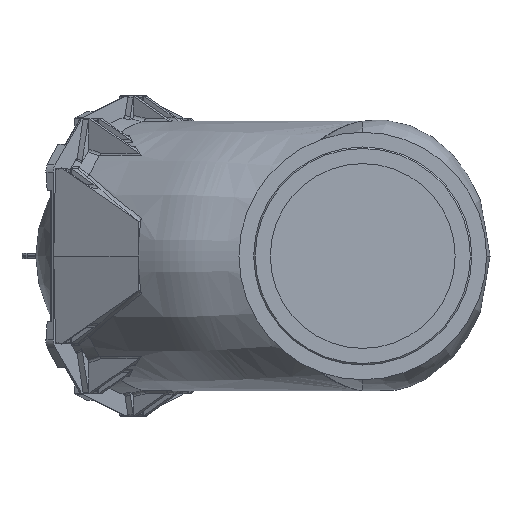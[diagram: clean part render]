
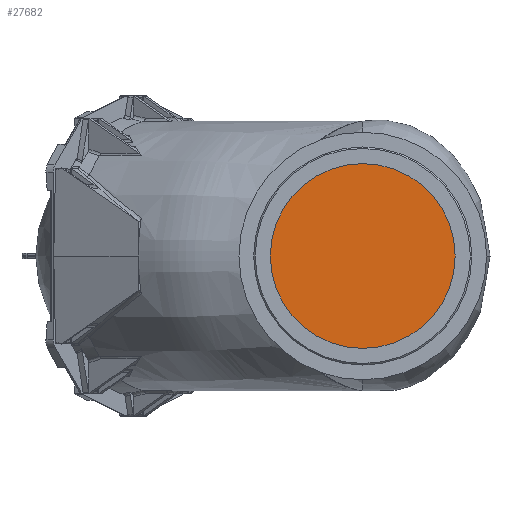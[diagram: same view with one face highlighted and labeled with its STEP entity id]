
A CAD part, left-side view. The second image highlights one B-rep face of the part: STEP entity #27682.
In plain terms, the highlighted planar face has unit normal (-1, 0, 0).
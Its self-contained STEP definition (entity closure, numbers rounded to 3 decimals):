
#1300 = CIRCLE ( 'NONE', #5591, 250. ) ;
#1976 = AXIS2_PLACEMENT_3D ( 'NONE', #27968, #27972, #27973 ) ;
#1982 = EDGE_CURVE ( 'NONE', #29371, #29371, #1300, .T. ) ;
#4203 = EDGE_LOOP ( 'NONE', ( #4299 ) ) ;
#4299 = ORIENTED_EDGE ( 'NONE', *, *, #1982, .T. ) ;
#5591 = AXIS2_PLACEMENT_3D ( 'NONE', #7070, #7071, #7072 ) ;
#7070 = CARTESIAN_POINT ( 'NONE',  ( -306., 0., 0. ) ) ;
#7071 = DIRECTION ( 'NONE',  ( -1., 0., 0. ) ) ;
#7072 = DIRECTION ( 'NONE',  ( 0., 0., 1. ) ) ;
#9386 = FACE_OUTER_BOUND ( 'NONE', #4203, .T. ) ;
#27682 = ADVANCED_FACE ( 'NONE', ( #9386 ), #27969, .T. ) ;
#27968 = CARTESIAN_POINT ( 'NONE',  ( -306., 0., 0. ) ) ;
#27969 = PLANE ( 'NONE',  #1976 ) ;
#27972 = DIRECTION ( 'NONE',  ( -1., 0., 0. ) ) ;
#27973 = DIRECTION ( 'NONE',  ( 0., 0., 1. ) ) ;
#29371 = VERTEX_POINT ( 'NONE', #29862 ) ;
#29862 = CARTESIAN_POINT ( 'NONE',  ( -306., 0., 250. ) ) ;
